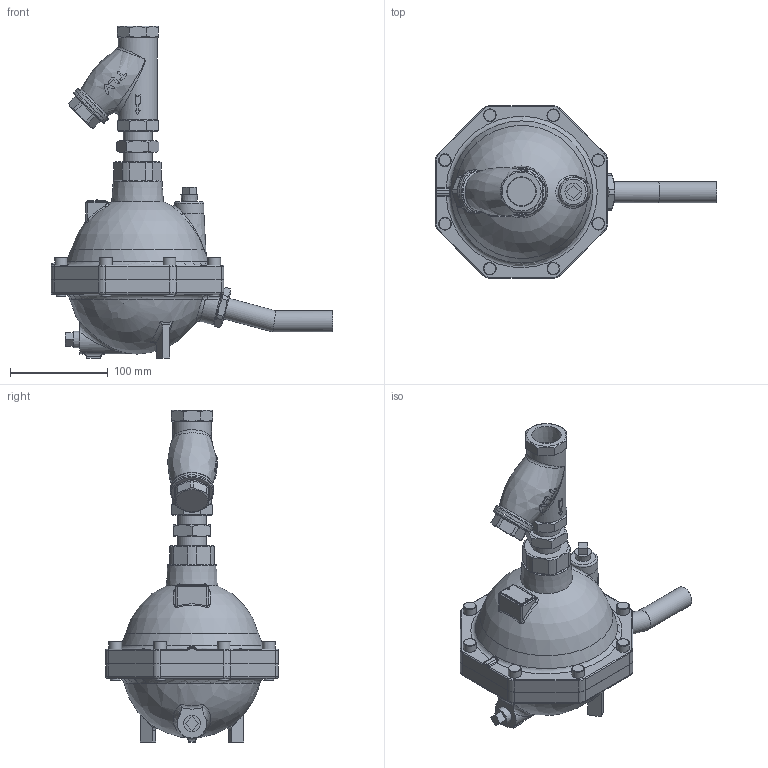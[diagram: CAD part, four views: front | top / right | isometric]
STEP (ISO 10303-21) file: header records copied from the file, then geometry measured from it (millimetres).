
FILE_DESCRIPTION(/* description */ (''),/* implementation_level */ '2;1');
FILE_NAME(/* name */ 'g8000-025-screw-00.stp',/* time_stamp */ '2018-04-25T16:27:25+09:00',/* author */ ('nakaot'),/* organization */ (''),/* preprocessor_version */ 'ST-DEVELOPER v15.6',/* originating_system */ 'Autodesk Inventor 2015',/* authorisation */ '');
FILE_SCHEMA (('CONFIG_CONTROL_DESIGN'));
Length unit declared in the file: millimetre
Products named in the file (1): g8000-025-screw-00
Bounding box: 288.5 x 177 x 340.1 mm (x, y, z)
Volume: 2474365.1 mm3; surface area: 188944.3 mm2
Topology: 4 solids, 6 shells, 444 faces, 1060 edges, 667 vertices
Faces by surface type: plane 173, cylinder 132, bspline 50, torus 48, cone 37, sphere 4
Full cylindrical faces by diameter (mm): 10 x16, 13 x8, 13.889 x1, 19.7 x2, 21.7 x3, 28.575 x1, 29 x2, 29.694 x2, 30 x1, 31.52 x1, 40 x1, 44.5 x2, 145.492 x1
Entity records: 15456 total; most frequent: CARTESIAN_POINT 5589, ORIENTED_EDGE 1906, DIRECTION 1880, EDGE_CURVE 952, AXIS2_PLACEMENT_3D 791, VERTEX_POINT 639, EDGE_LOOP 581, FACE_OUTER_BOUND 444
